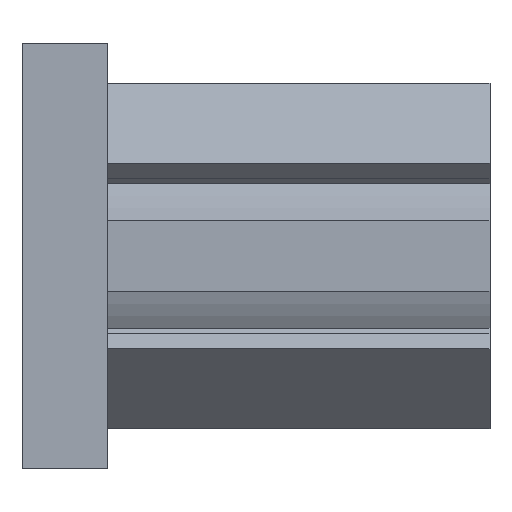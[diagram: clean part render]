
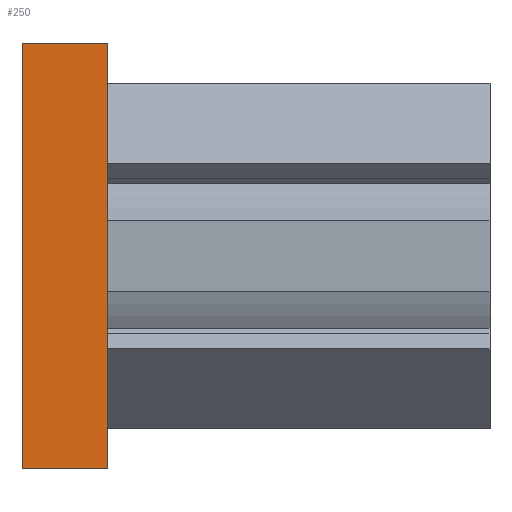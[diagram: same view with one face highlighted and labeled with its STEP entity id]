
A CAD part, left-side view. The second image highlights one B-rep face of the part: STEP entity #250.
In plain terms, the highlighted planar face has unit normal (-1, 0, 0).
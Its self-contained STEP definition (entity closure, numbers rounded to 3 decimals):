
#114 = FACE_OUTER_BOUND ( 'NONE', #1345, .T. ) ;
#118 = AXIS2_PLACEMENT_3D ( 'NONE', #1012, #286, #1448 ) ;
#179 = VECTOR ( 'NONE', #1876, 1000. ) ;
#203 = EDGE_CURVE ( 'NONE', #372, #770, #1178, .T. ) ;
#250 = ADVANCED_FACE ( 'NONE', ( #114 ), #1438, .F. ) ;
#286 = DIRECTION ( 'NONE',  ( 1., 0., 0. ) ) ;
#316 = LINE ( 'NONE', #1074, #648 ) ;
#345 = ORIENTED_EDGE ( 'NONE', *, *, #985, .F. ) ;
#372 = VERTEX_POINT ( 'NONE', #1198 ) ;
#438 = DIRECTION ( 'NONE',  ( 0., 0., 1. ) ) ;
#545 = CARTESIAN_POINT ( 'NONE',  ( -15., 6., -15. ) ) ;
#635 = ORIENTED_EDGE ( 'NONE', *, *, #1908, .F. ) ;
#636 = LINE ( 'NONE', #1120, #1117 ) ;
#648 = VECTOR ( 'NONE', #438, 1000. ) ;
#770 = VERTEX_POINT ( 'NONE', #772 ) ;
#772 = CARTESIAN_POINT ( 'NONE',  ( -15., 0., -15. ) ) ;
#985 = EDGE_CURVE ( 'NONE', #372, #1391, #636, .T. ) ;
#1012 = CARTESIAN_POINT ( 'NONE',  ( -15., 6., -15. ) ) ;
#1074 = CARTESIAN_POINT ( 'NONE',  ( -15., 0., -15. ) ) ;
#1117 = VECTOR ( 'NONE', #1815, 1000. ) ;
#1120 = CARTESIAN_POINT ( 'NONE',  ( -15., 6., -15. ) ) ;
#1178 = LINE ( 'NONE', #545, #179 ) ;
#1198 = CARTESIAN_POINT ( 'NONE',  ( -15., 6., -15. ) ) ;
#1265 = EDGE_CURVE ( 'NONE', #770, #1797, #316, .T. ) ;
#1345 = EDGE_LOOP ( 'NONE', ( #1561, #635, #345, #1914 ) ) ;
#1391 = VERTEX_POINT ( 'NONE', #1813 ) ;
#1431 = VECTOR ( 'NONE', #1443, 1000. ) ;
#1438 = PLANE ( 'NONE',  #118 ) ;
#1443 = DIRECTION ( 'NONE',  ( 0., -1., 0. ) ) ;
#1448 = DIRECTION ( 'NONE',  ( 0., 0., -1. ) ) ;
#1455 = LINE ( 'NONE', #1898, #1431 ) ;
#1560 = CARTESIAN_POINT ( 'NONE',  ( -15., 0., 15. ) ) ;
#1561 = ORIENTED_EDGE ( 'NONE', *, *, #1265, .T. ) ;
#1797 = VERTEX_POINT ( 'NONE', #1560 ) ;
#1813 = CARTESIAN_POINT ( 'NONE',  ( -15., 6., 15. ) ) ;
#1815 = DIRECTION ( 'NONE',  ( 0., 0., 1. ) ) ;
#1876 = DIRECTION ( 'NONE',  ( 0., -1., 0. ) ) ;
#1898 = CARTESIAN_POINT ( 'NONE',  ( -15., 6., 15. ) ) ;
#1908 = EDGE_CURVE ( 'NONE', #1391, #1797, #1455, .T. ) ;
#1914 = ORIENTED_EDGE ( 'NONE', *, *, #203, .T. ) ;
